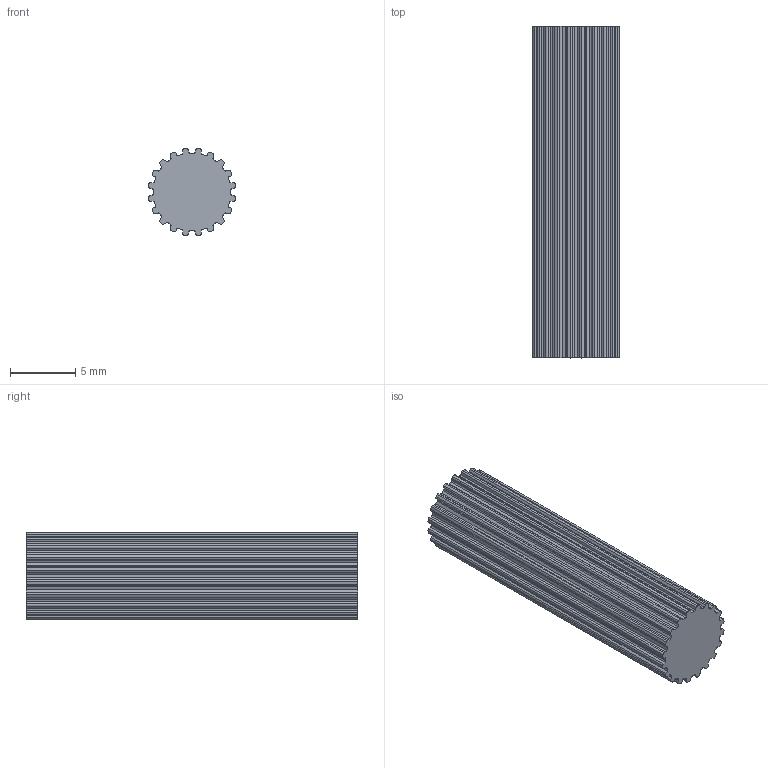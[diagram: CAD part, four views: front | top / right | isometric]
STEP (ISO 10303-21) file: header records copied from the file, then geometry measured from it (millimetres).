
FILE_DESCRIPTION(/* description */ ('Standard Spline'),/* implementation_level */ '2;1');
FILE_NAME(/* name */ 'Std. 0250-20-2',/* time_stamp */ '2017-03-01T08:20:41-06:00',/* author */ ('MS'),/* organization */ ('Grob Inc.'),/* preprocessor_version */ 'ST-DEVELOPER v16.7',/* originating_system */ 'DEX',/* authorisation */ $);
FILE_SCHEMA (('AUTOMOTIVE_DESIGN {1 0 10303 214 3 1 1}'));
Length unit declared in the file: millimetre
Products named in the file (1): Tool No. 0303 Std. 0250-20-2
Bounding box: 6.65 x 25.4 x 6.65 mm (x, y, z)
Volume: 794.8 mm3; surface area: 809.1 mm2
Topology: 1 solids, 1 shells, 162 faces, 480 edges, 320 vertices
Faces by surface type: cylinder 120, plane 42
Entity records: 5574 total; most frequent: DIRECTION 1046, CARTESIAN_POINT 963, ORIENTED_EDGE 960, EDGE_CURVE 480, AXIS2_PLACEMENT_3D 403, VERTEX_POINT 320, LINE 240, VECTOR 240
